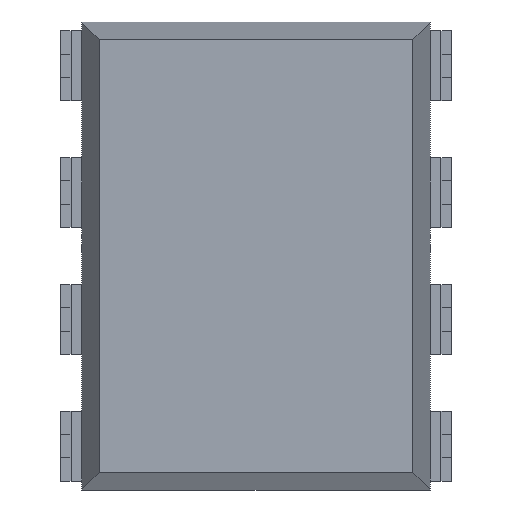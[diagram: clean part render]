
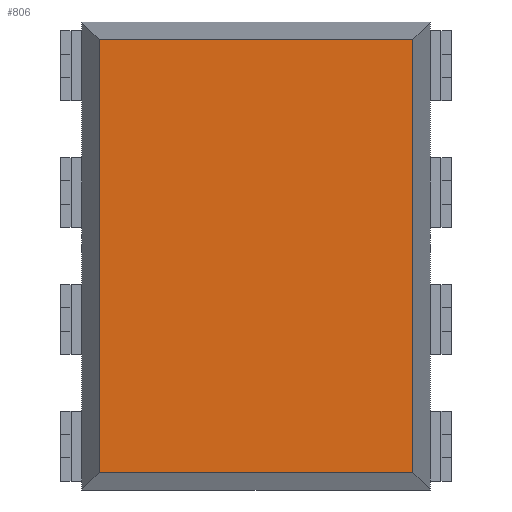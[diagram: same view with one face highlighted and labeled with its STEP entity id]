
A CAD part, front view. The second image highlights one B-rep face of the part: STEP entity #806.
In plain terms, the highlighted planar face has unit normal (0, -1, 0).
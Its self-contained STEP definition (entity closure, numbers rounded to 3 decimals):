
#103 = VERTEX_POINT ( 'NONE', #3640 ) ;
#134 = DIRECTION ( 'NONE',  ( 1., 0., 0. ) ) ;
#216 = ORIENTED_EDGE ( 'NONE', *, *, #350, .T. ) ;
#240 = DIRECTION ( 'NONE',  ( 0., 0., -1. ) ) ;
#350 = EDGE_CURVE ( 'NONE', #759, #103, #1699, .T. ) ;
#439 = CARTESIAN_POINT ( 'NONE',  ( -3.493, 0.39, -4.337 ) ) ;
#528 = CARTESIAN_POINT ( 'NONE',  ( -3.142, 0.39, 4.688 ) ) ;
#759 = VERTEX_POINT ( 'NONE', #1654 ) ;
#806 = ADVANCED_FACE ( 'NONE', ( #1460 ), #1826, .T. ) ;
#809 = EDGE_CURVE ( 'NONE', #1281, #759, #2053, .T. ) ;
#1108 = EDGE_CURVE ( 'NONE', #2213, #1281, #2218, .T. ) ;
#1281 = VERTEX_POINT ( 'NONE', #2558 ) ;
#1379 = LINE ( 'NONE', #528, #3161 ) ;
#1389 = VECTOR ( 'NONE', #3276, 1000. ) ;
#1390 = ORIENTED_EDGE ( 'NONE', *, *, #1770, .T. ) ;
#1460 = FACE_OUTER_BOUND ( 'NONE', #2934, .T. ) ;
#1479 = DIRECTION ( 'NONE',  ( 0., 0., -1. ) ) ;
#1487 = ORIENTED_EDGE ( 'NONE', *, *, #809, .T. ) ;
#1654 = CARTESIAN_POINT ( 'NONE',  ( 3.142, 0.39, 4.337 ) ) ;
#1699 = LINE ( 'NONE', #2327, #3078 ) ;
#1700 = AXIS2_PLACEMENT_3D ( 'NONE', #2913, #2702, #1479 ) ;
#1746 = CARTESIAN_POINT ( 'NONE',  ( -3.142, 0.39, -4.337 ) ) ;
#1770 = EDGE_CURVE ( 'NONE', #103, #2213, #1379, .T. ) ;
#1826 = PLANE ( 'NONE',  #1700 ) ;
#2053 = LINE ( 'NONE', #3555, #1389 ) ;
#2213 = VERTEX_POINT ( 'NONE', #1746 ) ;
#2218 = LINE ( 'NONE', #439, #2914 ) ;
#2327 = CARTESIAN_POINT ( 'NONE',  ( 3.493, 0.39, 4.337 ) ) ;
#2558 = CARTESIAN_POINT ( 'NONE',  ( 3.142, 0.39, -4.337 ) ) ;
#2702 = DIRECTION ( 'NONE',  ( 0., -1., 0. ) ) ;
#2913 = CARTESIAN_POINT ( 'NONE',  ( 0., 0.39, 0. ) ) ;
#2914 = VECTOR ( 'NONE', #134, 1000. ) ;
#2934 = EDGE_LOOP ( 'NONE', ( #2963, #1487, #216, #1390 ) ) ;
#2963 = ORIENTED_EDGE ( 'NONE', *, *, #1108, .T. ) ;
#3078 = VECTOR ( 'NONE', #3482, 1000. ) ;
#3161 = VECTOR ( 'NONE', #240, 1000. ) ;
#3276 = DIRECTION ( 'NONE',  ( 0., 0., 1. ) ) ;
#3482 = DIRECTION ( 'NONE',  ( -1., 0., 0. ) ) ;
#3555 = CARTESIAN_POINT ( 'NONE',  ( 3.142, 0.39, -4.688 ) ) ;
#3640 = CARTESIAN_POINT ( 'NONE',  ( -3.142, 0.39, 4.337 ) ) ;
